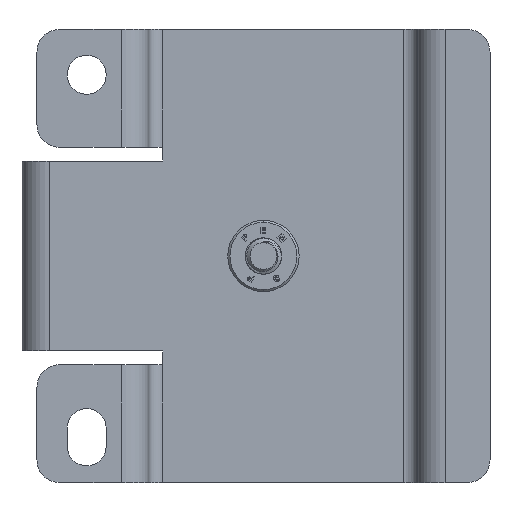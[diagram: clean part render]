
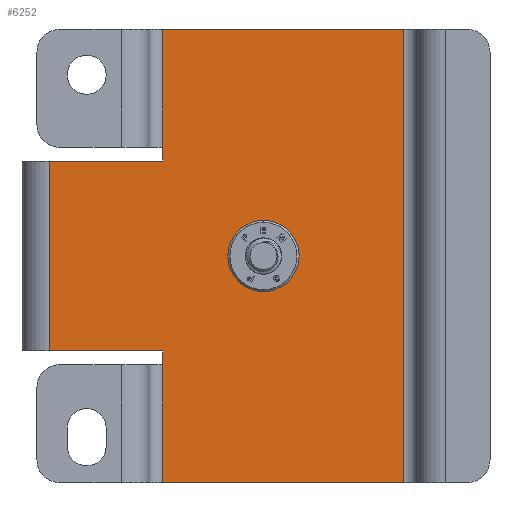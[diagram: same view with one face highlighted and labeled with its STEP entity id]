
A CAD part, front view. The second image highlights one B-rep face of the part: STEP entity #6252.
In plain terms, the highlighted planar face has unit normal (0, -1, 0).
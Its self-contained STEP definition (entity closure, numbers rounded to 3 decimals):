
#1=DIRECTION('',(-1.,0.,0.));
#2=VECTOR('',#1,26.608);
#3=CARTESIAN_POINT('',(15.482,-10.018,-4.266));
#4=LINE('',#3,#2);
#5=DIRECTION('',(0.,0.,1.));
#6=VECTOR('',#5,1.518);
#7=CARTESIAN_POINT('',(-11.126,-10.018,8.734));
#8=LINE('',#7,#6);
#9=DIRECTION('',(1.,0.,0.));
#10=VECTOR('',#9,12.482);
#11=CARTESIAN_POINT('',(-23.608,-10.018,10.252));
#12=LINE('',#11,#10);
#13=DIRECTION('',(1.,0.,0.));
#14=VECTOR('',#13,12.482);
#15=CARTESIAN_POINT('',(-23.608,-10.018,31.216));
#16=LINE('',#15,#14);
#17=DIRECTION('',(0.,0.,-1.));
#18=VECTOR('',#17,1.518);
#19=CARTESIAN_POINT('',(-11.126,-10.018,32.734));
#20=LINE('',#19,#18);
#21=DIRECTION('',(1.,0.,0.));
#22=VECTOR('',#21,26.608);
#23=CARTESIAN_POINT('',(-11.126,-10.018,45.734));
#24=LINE('',#23,#22);
#25=CARTESIAN_POINT('',(0.,-10.018,20.734));
#26=DIRECTION('',(0.,-1.,0.));
#27=DIRECTION('',(0.,0.,1.));
#28=AXIS2_PLACEMENT_3D('',#25,#26,#27);
#30=CARTESIAN_POINT('',(0.,-10.018,20.734));
#31=DIRECTION('',(0.,-1.,0.));
#32=DIRECTION('',(0.,0.,-1.));
#33=AXIS2_PLACEMENT_3D('',#30,#31,#32);
#35=DIRECTION('',(0.,0.,1.));
#36=VECTOR('',#35,50.);
#37=CARTESIAN_POINT('',(15.482,-10.018,-4.266));
#38=LINE('',#37,#36);
#324=DIRECTION('',(0.,0.,1.));
#325=VECTOR('',#324,20.964);
#326=CARTESIAN_POINT('',(-23.608,-10.018,10.252));
#327=LINE('',#326,#325);
#355=DIRECTION('',(0.,0.,-1.));
#356=VECTOR('',#355,13.);
#357=CARTESIAN_POINT('',(-11.126,-10.018,8.734));
#358=LINE('',#357,#356);
#5504=DIRECTION('',(0.,0.,-1.));
#5505=VECTOR('',#5504,13.);
#5506=CARTESIAN_POINT('',(-11.126,-10.018,45.734));
#5507=LINE('',#5506,#5505);
#5522=CARTESIAN_POINT('',(-11.126,-10.018,-4.266));
#5524=VERTEX_POINT('',#5522);
#5534=CARTESIAN_POINT('',(-11.126,-10.018,45.734));
#5536=VERTEX_POINT('',#5534);
#5620=CARTESIAN_POINT('',(15.482,-10.018,-4.266));
#5621=VERTEX_POINT('',#5620);
#5622=CARTESIAN_POINT('',(15.482,-10.018,45.734));
#5623=VERTEX_POINT('',#5622);
#5664=CARTESIAN_POINT('',(-11.126,-10.018,32.734));
#5665=CARTESIAN_POINT('',(-11.126,-10.018,31.216));
#5666=VERTEX_POINT('',#5664);
#5667=VERTEX_POINT('',#5665);
#5668=CARTESIAN_POINT('',(-23.608,-10.018,31.216));
#5669=VERTEX_POINT('',#5668);
#5680=CARTESIAN_POINT('',(-11.126,-10.018,8.734));
#5681=CARTESIAN_POINT('',(-11.126,-10.018,10.252));
#5682=VERTEX_POINT('',#5680);
#5683=VERTEX_POINT('',#5681);
#5684=CARTESIAN_POINT('',(-23.608,-10.018,10.252));
#5685=VERTEX_POINT('',#5684);
#6014=CARTESIAN_POINT('',(0.,-10.018,24.669));
#6015=CARTESIAN_POINT('',(0.,-10.018,16.799));
#6016=VERTEX_POINT('',#6014);
#6017=VERTEX_POINT('',#6015);
#6219=CARTESIAN_POINT('',(-0.126,-10.018,20.734));
#6220=DIRECTION('',(0.,1.,0.));
#6221=DIRECTION('',(0.,0.,-1.));
#6222=AXIS2_PLACEMENT_3D('',#6219,#6220,#6221);
#6223=PLANE('',#6222);
#6225=ORIENTED_EDGE('',*,*,#6224,.F.);
#6227=ORIENTED_EDGE('',*,*,#6226,.T.);
#6229=ORIENTED_EDGE('',*,*,#6228,.F.);
#6231=ORIENTED_EDGE('',*,*,#6230,.T.);
#6233=ORIENTED_EDGE('',*,*,#6232,.F.);
#6235=ORIENTED_EDGE('',*,*,#6234,.T.);
#6237=ORIENTED_EDGE('',*,*,#6236,.T.);
#6239=ORIENTED_EDGE('',*,*,#6238,.F.);
#6241=ORIENTED_EDGE('',*,*,#6240,.F.);
#6243=ORIENTED_EDGE('',*,*,#6242,.T.);
#6244=EDGE_LOOP('',(#6225,#6227,#6229,#6231,#6233,#6235,#6237,#6239,#6241,
#6243));
#6245=FACE_OUTER_BOUND('',#6244,.F.);
#6247=ORIENTED_EDGE('',*,*,#6246,.T.);
#6249=ORIENTED_EDGE('',*,*,#6248,.T.);
#6250=EDGE_LOOP('',(#6247,#6249));
#6251=FACE_BOUND('',#6250,.F.);
#6252=ADVANCED_FACE('',(#6245,#6251),#6223,.F.);
#29=CIRCLE('',#28,3.935);
#34=CIRCLE('',#33,3.935);
#6224=EDGE_CURVE('',#5621,#5623,#38,.T.);
#6226=EDGE_CURVE('',#5621,#5524,#4,.T.);
#6228=EDGE_CURVE('',#5682,#5524,#358,.T.);
#6230=EDGE_CURVE('',#5682,#5683,#8,.T.);
#6232=EDGE_CURVE('',#5685,#5683,#12,.T.);
#6234=EDGE_CURVE('',#5685,#5669,#327,.T.);
#6236=EDGE_CURVE('',#5669,#5667,#16,.T.);
#6238=EDGE_CURVE('',#5666,#5667,#20,.T.);
#6240=EDGE_CURVE('',#5536,#5666,#5507,.T.);
#6242=EDGE_CURVE('',#5536,#5623,#24,.T.);
#6246=EDGE_CURVE('',#6016,#6017,#29,.T.);
#6248=EDGE_CURVE('',#6017,#6016,#34,.T.);
